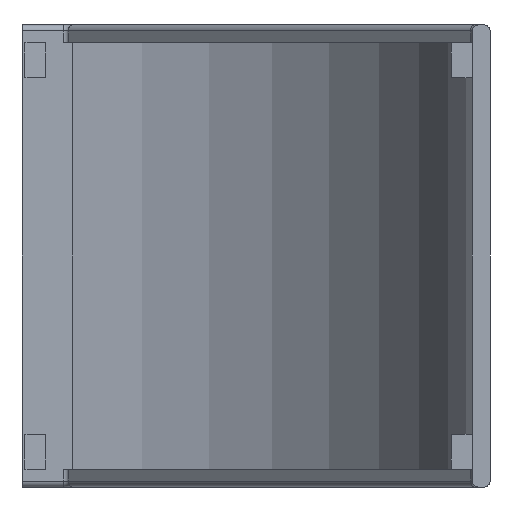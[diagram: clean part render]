
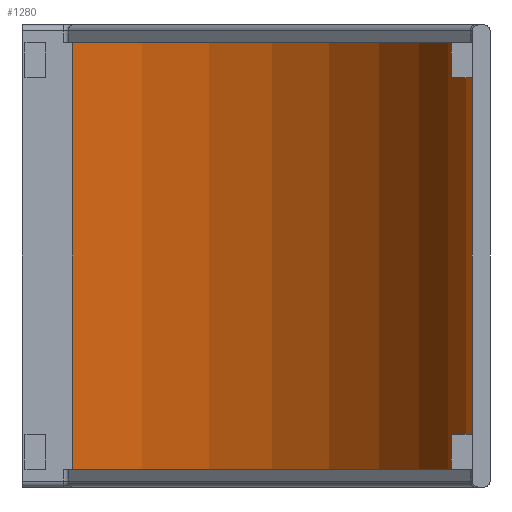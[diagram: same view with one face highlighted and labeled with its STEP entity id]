
A CAD part, front view. The second image highlights one B-rep face of the part: STEP entity #1280.
In plain terms, the highlighted cylindrical face has radius 67.5 mm (diameter 135 mm), a partial arc.
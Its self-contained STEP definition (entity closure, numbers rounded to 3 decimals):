
#11 = ORIENTED_EDGE ( 'NONE', *, *, #127, .F. ) ;
#64 = CARTESIAN_POINT ( 'NONE',  ( 8.5, 76., 3. ) ) ;
#127 = EDGE_CURVE ( 'NONE', #1139, #449, #138, .T. ) ;
#138 = LINE ( 'NONE', #584, #826 ) ;
#174 = FACE_OUTER_BOUND ( 'NONE', #764, .T. ) ;
#217 = DIRECTION ( 'NONE',  ( 0., 0., 1. ) ) ;
#228 = AXIS2_PLACEMENT_3D ( 'NONE', #298, #785, #770 ) ;
#265 = ORIENTED_EDGE ( 'NONE', *, *, #1382, .T. ) ;
#298 = CARTESIAN_POINT ( 'NONE',  ( 8.5, 8.5, 75. ) ) ;
#360 = EDGE_CURVE ( 'NONE', #449, #817, #1103, .T. ) ;
#449 = VERTEX_POINT ( 'NONE', #1450 ) ;
#484 = DIRECTION ( 'NONE',  ( -1., 0., 0. ) ) ;
#503 = CYLINDRICAL_SURFACE ( 'NONE', #851, 67.5 ) ;
#518 = CARTESIAN_POINT ( 'NONE',  ( 8.5, 8.5, 78. ) ) ;
#584 = CARTESIAN_POINT ( 'NONE',  ( 76., 8.5, 78. ) ) ;
#619 = CARTESIAN_POINT ( 'NONE',  ( 8.5, 76., 75. ) ) ;
#640 = VERTEX_POINT ( 'NONE', #619 ) ;
#761 = EDGE_CURVE ( 'NONE', #1139, #640, #1302, .T. ) ;
#764 = EDGE_LOOP ( 'NONE', ( #1125, #11, #1481, #265 ) ) ;
#770 = DIRECTION ( 'NONE',  ( -1., 0., 0. ) ) ;
#785 = DIRECTION ( 'NONE',  ( 0., 0., 1. ) ) ;
#793 = DIRECTION ( 'NONE',  ( 0., 0., -1. ) ) ;
#817 = VERTEX_POINT ( 'NONE', #64 ) ;
#826 = VECTOR ( 'NONE', #1042, 1000. ) ;
#851 = AXIS2_PLACEMENT_3D ( 'NONE', #518, #959, #1076 ) ;
#959 = DIRECTION ( 'NONE',  ( 0., 0., -1. ) ) ;
#973 = VECTOR ( 'NONE', #793, 1000. ) ;
#1009 = CARTESIAN_POINT ( 'NONE',  ( 8.5, 76., 78. ) ) ;
#1020 = AXIS2_PLACEMENT_3D ( 'NONE', #1364, #217, #484 ) ;
#1042 = DIRECTION ( 'NONE',  ( 0., 0., -1. ) ) ;
#1076 = DIRECTION ( 'NONE',  ( -1., 0., 0. ) ) ;
#1103 = CIRCLE ( 'NONE', #1020, 67.5 ) ;
#1125 = ORIENTED_EDGE ( 'NONE', *, *, #360, .F. ) ;
#1139 = VERTEX_POINT ( 'NONE', #1391 ) ;
#1237 = LINE ( 'NONE', #1009, #973 ) ;
#1280 = ADVANCED_FACE ( 'NONE', ( #174 ), #503, .F. ) ;
#1302 = CIRCLE ( 'NONE', #228, 67.5 ) ;
#1364 = CARTESIAN_POINT ( 'NONE',  ( 8.5, 8.5, 3. ) ) ;
#1382 = EDGE_CURVE ( 'NONE', #640, #817, #1237, .T. ) ;
#1391 = CARTESIAN_POINT ( 'NONE',  ( 76., 8.5, 75. ) ) ;
#1450 = CARTESIAN_POINT ( 'NONE',  ( 76., 8.5, 3. ) ) ;
#1481 = ORIENTED_EDGE ( 'NONE', *, *, #761, .T. ) ;
